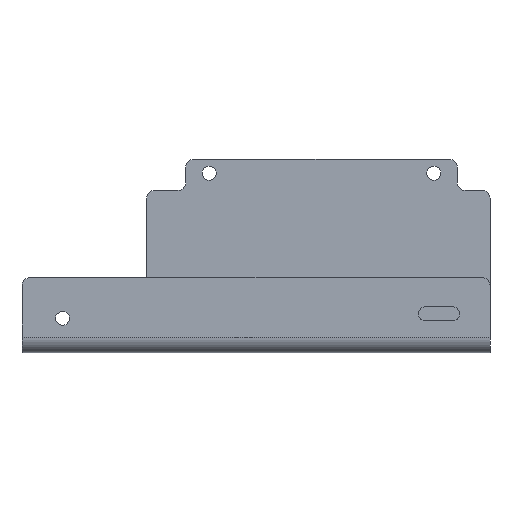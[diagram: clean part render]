
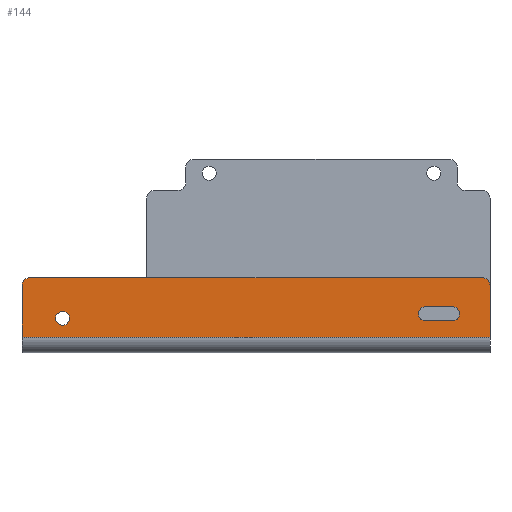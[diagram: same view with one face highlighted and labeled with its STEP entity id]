
A CAD part, front view. The second image highlights one B-rep face of the part: STEP entity #144.
In plain terms, the highlighted planar face has unit normal (0, -1, 0).
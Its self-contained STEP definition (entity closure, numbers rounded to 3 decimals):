
#18 = CARTESIAN_POINT ( 'NONE',  ( 68.647, -120., 20. ) ) ;
#23 = CIRCLE ( 'NONE', #1873, 4.5 ) ;
#33 = FACE_BOUND ( 'NONE', #955, .T. ) ;
#43 = DIRECTION ( 'NONE',  ( -1., 0., 0. ) ) ;
#44 = AXIS2_PLACEMENT_3D ( 'NONE', #1587, #797, #1281 ) ;
#64 = ORIENTED_EDGE ( 'NONE', *, *, #593, .T. ) ;
#83 = EDGE_CURVE ( 'NONE', #614, #340, #143, .T. ) ;
#84 = CARTESIAN_POINT ( 'NONE',  ( 105., -120., 38. ) ) ;
#86 = ORIENTED_EDGE ( 'NONE', *, *, #1210, .T. ) ;
#143 = LINE ( 'NONE', #2010, #2039 ) ;
#144 = ADVANCED_FACE ( 'NONE', ( #33, #1351, #1579 ), #1391, .F. ) ;
#184 = AXIS2_PLACEMENT_3D ( 'NONE', #1643, #1629, #1792 ) ;
#203 = CARTESIAN_POINT ( 'NONE',  ( 68.647, -120., 15.5 ) ) ;
#213 = CIRCLE ( 'NONE', #1512, 5. ) ;
#220 = ORIENTED_EDGE ( 'NONE', *, *, #1339, .F. ) ;
#243 = LINE ( 'NONE', #1970, #1985 ) ;
#263 = DIRECTION ( 'NONE',  ( 0., 0., -1. ) ) ;
#319 = ORIENTED_EDGE ( 'NONE', *, *, #1423, .T. ) ;
#334 = ORIENTED_EDGE ( 'NONE', *, *, #439, .T. ) ;
#340 = VERTEX_POINT ( 'NONE', #1432 ) ;
#350 = CARTESIAN_POINT ( 'NONE',  ( 68.647, -120., 24.5 ) ) ;
#357 = CIRCLE ( 'NONE', #1276, 4.5 ) ;
#365 = VERTEX_POINT ( 'NONE', #1262 ) ;
#392 = AXIS2_PLACEMENT_3D ( 'NONE', #1969, #1483, #990 ) ;
#401 = DIRECTION ( 'NONE',  ( 0., 1., 0. ) ) ;
#439 = EDGE_CURVE ( 'NONE', #882, #645, #243, .T. ) ;
#515 = ORIENTED_EDGE ( 'NONE', *, *, #748, .T. ) ;
#535 = ORIENTED_EDGE ( 'NONE', *, *, #881, .T. ) ;
#554 = DIRECTION ( 'NONE',  ( 0., 0., 1. ) ) ;
#562 = DIRECTION ( 'NONE',  ( 0., 0., 1. ) ) ;
#592 = VERTEX_POINT ( 'NONE', #793 ) ;
#593 = EDGE_CURVE ( 'NONE', #1603, #1479, #1084, .T. ) ;
#614 = VERTEX_POINT ( 'NONE', #940 ) ;
#644 = CARTESIAN_POINT ( 'NONE',  ( 86., -120., 24.5 ) ) ;
#645 = VERTEX_POINT ( 'NONE', #2045 ) ;
#692 = VERTEX_POINT ( 'NONE', #788 ) ;
#713 = VERTEX_POINT ( 'NONE', #978 ) ;
#748 = EDGE_CURVE ( 'NONE', #1779, #1603, #357, .T. ) ;
#768 = DIRECTION ( 'NONE',  ( 1., 0., 0. ) ) ;
#775 = CIRCLE ( 'NONE', #44, 4.5 ) ;
#777 = CARTESIAN_POINT ( 'NONE',  ( 0., -120., 0. ) ) ;
#788 = CARTESIAN_POINT ( 'NONE',  ( -164., -120., 21.5 ) ) ;
#793 = CARTESIAN_POINT ( 'NONE',  ( 105., -120., 43. ) ) ;
#797 = DIRECTION ( 'NONE',  ( 0., 1., 0. ) ) ;
#804 = ORIENTED_EDGE ( 'NONE', *, *, #83, .T. ) ;
#843 = CARTESIAN_POINT ( 'NONE',  ( 86., -120., 15.5 ) ) ;
#871 = DIRECTION ( 'NONE',  ( 0., -1., 0. ) ) ;
#881 = EDGE_CURVE ( 'NONE', #692, #713, #2008, .T. ) ;
#882 = VERTEX_POINT ( 'NONE', #997 ) ;
#888 = LINE ( 'NONE', #1488, #1254 ) ;
#914 = EDGE_CURVE ( 'NONE', #645, #592, #213, .T. ) ;
#921 = DIRECTION ( 'NONE',  ( 0., 1., 0. ) ) ;
#940 = CARTESIAN_POINT ( 'NONE',  ( -190., -120., 38. ) ) ;
#955 = EDGE_LOOP ( 'NONE', ( #535, #1783 ) ) ;
#978 = CARTESIAN_POINT ( 'NONE',  ( -164., -120., 12.5 ) ) ;
#990 = DIRECTION ( 'NONE',  ( 0., 0., 1. ) ) ;
#997 = CARTESIAN_POINT ( 'NONE',  ( 110., -120., 5. ) ) ;
#1033 = CARTESIAN_POINT ( 'NONE',  ( 0., -120., 43. ) ) ;
#1050 = LINE ( 'NONE', #1033, #1718 ) ;
#1084 = LINE ( 'NONE', #644, #1427 ) ;
#1124 = DIRECTION ( 'NONE',  ( 0., 0., 1. ) ) ;
#1127 = CARTESIAN_POINT ( 'NONE',  ( 86., -120., 24.5 ) ) ;
#1149 = VECTOR ( 'NONE', #1962, 1000. ) ;
#1210 = EDGE_CURVE ( 'NONE', #1549, #614, #2019, .T. ) ;
#1219 = DIRECTION ( 'NONE',  ( 0., 0., 1. ) ) ;
#1254 = VECTOR ( 'NONE', #43, 1000. ) ;
#1262 = CARTESIAN_POINT ( 'NONE',  ( 86., -120., 15.5 ) ) ;
#1267 = CARTESIAN_POINT ( 'NONE',  ( -185., -120., 43. ) ) ;
#1273 = EDGE_LOOP ( 'NONE', ( #64, #319, #2011, #515 ) ) ;
#1276 = AXIS2_PLACEMENT_3D ( 'NONE', #18, #1939, #1124 ) ;
#1281 = DIRECTION ( 'NONE',  ( 0., 0., 1. ) ) ;
#1311 = LINE ( 'NONE', #843, #1149 ) ;
#1325 = EDGE_LOOP ( 'NONE', ( #334, #1513, #1861, #86, #804, #220 ) ) ;
#1339 = EDGE_CURVE ( 'NONE', #882, #340, #888, .T. ) ;
#1351 = FACE_BOUND ( 'NONE', #1273, .T. ) ;
#1384 = EDGE_CURVE ( 'NONE', #365, #1779, #1311, .T. ) ;
#1391 = PLANE ( 'NONE',  #1635 ) ;
#1423 = EDGE_CURVE ( 'NONE', #1479, #365, #23, .T. ) ;
#1427 = VECTOR ( 'NONE', #768, 1000. ) ;
#1432 = CARTESIAN_POINT ( 'NONE',  ( -190., -120., 5. ) ) ;
#1460 = EDGE_CURVE ( 'NONE', #592, #1549, #1050, .T. ) ;
#1479 = VERTEX_POINT ( 'NONE', #1127 ) ;
#1483 = DIRECTION ( 'NONE',  ( 0., -1., 0. ) ) ;
#1488 = CARTESIAN_POINT ( 'NONE',  ( -190., -120., 5. ) ) ;
#1494 = CARTESIAN_POINT ( 'NONE',  ( 86., -120., 20. ) ) ;
#1512 = AXIS2_PLACEMENT_3D ( 'NONE', #84, #871, #1692 ) ;
#1513 = ORIENTED_EDGE ( 'NONE', *, *, #914, .T. ) ;
#1549 = VERTEX_POINT ( 'NONE', #1267 ) ;
#1579 = FACE_OUTER_BOUND ( 'NONE', #1325, .T. ) ;
#1587 = CARTESIAN_POINT ( 'NONE',  ( -164., -120., 17. ) ) ;
#1603 = VERTEX_POINT ( 'NONE', #350 ) ;
#1629 = DIRECTION ( 'NONE',  ( 0., 1., 0. ) ) ;
#1635 = AXIS2_PLACEMENT_3D ( 'NONE', #777, #921, #1219 ) ;
#1643 = CARTESIAN_POINT ( 'NONE',  ( -164., -120., 17. ) ) ;
#1671 = DIRECTION ( 'NONE',  ( -1., 0., 0. ) ) ;
#1688 = EDGE_CURVE ( 'NONE', #713, #692, #775, .T. ) ;
#1692 = DIRECTION ( 'NONE',  ( 0., 0., 1. ) ) ;
#1718 = VECTOR ( 'NONE', #1671, 1000. ) ;
#1779 = VERTEX_POINT ( 'NONE', #203 ) ;
#1783 = ORIENTED_EDGE ( 'NONE', *, *, #1688, .T. ) ;
#1792 = DIRECTION ( 'NONE',  ( 0., 0., 1. ) ) ;
#1861 = ORIENTED_EDGE ( 'NONE', *, *, #1460, .T. ) ;
#1873 = AXIS2_PLACEMENT_3D ( 'NONE', #1494, #401, #562 ) ;
#1939 = DIRECTION ( 'NONE',  ( 0., 1., 0. ) ) ;
#1962 = DIRECTION ( 'NONE',  ( -1., 0., 0. ) ) ;
#1969 = CARTESIAN_POINT ( 'NONE',  ( -185., -120., 38. ) ) ;
#1970 = CARTESIAN_POINT ( 'NONE',  ( 110., -120., 0. ) ) ;
#1985 = VECTOR ( 'NONE', #554, 1000. ) ;
#2008 = CIRCLE ( 'NONE', #184, 4.5 ) ;
#2010 = CARTESIAN_POINT ( 'NONE',  ( -190., -120., 0. ) ) ;
#2011 = ORIENTED_EDGE ( 'NONE', *, *, #1384, .T. ) ;
#2019 = CIRCLE ( 'NONE', #392, 5. ) ;
#2039 = VECTOR ( 'NONE', #263, 1000. ) ;
#2045 = CARTESIAN_POINT ( 'NONE',  ( 110., -120., 38. ) ) ;
